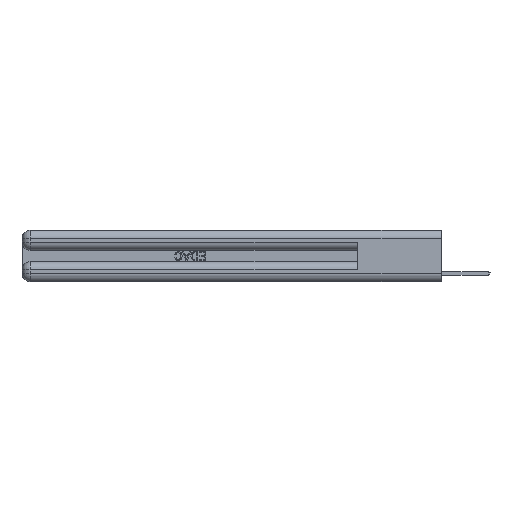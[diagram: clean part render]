
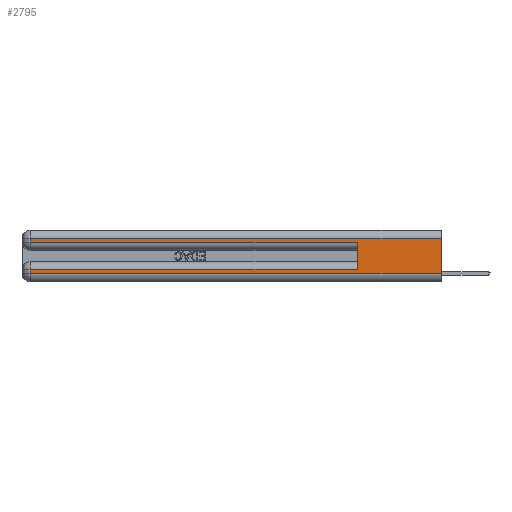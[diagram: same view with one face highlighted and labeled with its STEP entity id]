
A CAD part, left-side view. The second image highlights one B-rep face of the part: STEP entity #2795.
In plain terms, the highlighted planar face has unit normal (-1, 0, 0).
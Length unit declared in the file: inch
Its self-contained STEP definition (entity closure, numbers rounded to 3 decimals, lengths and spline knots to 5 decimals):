
#814 = ORIENTED_EDGE ( 'NONE', *, *, #14839, .T. ) ;
#1570 = LINE ( 'NONE', #25929, #19747 ) ;
#2223 = LINE ( 'NONE', #21775, #31589 ) ;
#2534 = DIRECTION ( 'NONE',  ( 0., -1., 0. ) ) ;
#2676 = DIRECTION ( 'NONE',  ( 1., 0., 0. ) ) ;
#2795 = ADVANCED_FACE ( 'NONE', ( #29448 ), #3148, .F. ) ;
#3148 = PLANE ( 'NONE',  #28124 ) ;
#3368 = ORIENTED_EDGE ( 'NONE', *, *, #26062, .F. ) ;
#3484 = ORIENTED_EDGE ( 'NONE', *, *, #25543, .T. ) ;
#3499 = VERTEX_POINT ( 'NONE', #11650 ) ;
#3912 = VERTEX_POINT ( 'NONE', #7122 ) ;
#3936 = LINE ( 'NONE', #28156, #27061 ) ;
#3964 = CARTESIAN_POINT ( 'NONE',  ( 0., 2.94, 0.285 ) ) ;
#5960 = EDGE_CURVE ( 'NONE', #8713, #14580, #12804, .T. ) ;
#6022 = VERTEX_POINT ( 'NONE', #3964 ) ;
#7122 = CARTESIAN_POINT ( 'NONE',  ( 0., 0.6, 0.085 ) ) ;
#7350 = DIRECTION ( 'NONE',  ( 0., -1., 0. ) ) ;
#7398 = CARTESIAN_POINT ( 'NONE',  ( 0., 2.94, 0.06 ) ) ;
#7466 = LINE ( 'NONE', #7631, #14370 ) ;
#7631 = CARTESIAN_POINT ( 'NONE',  ( 0., 0., 0.31 ) ) ;
#7680 = DIRECTION ( 'NONE',  ( 0., 0., -1. ) ) ;
#8680 = EDGE_CURVE ( 'NONE', #6022, #3499, #9922, .T. ) ;
#8711 = EDGE_CURVE ( 'NONE', #15739, #14580, #2223, .T. ) ;
#8713 = VERTEX_POINT ( 'NONE', #19056 ) ;
#8871 = CARTESIAN_POINT ( 'NONE',  ( 0., 2.94, 0.085 ) ) ;
#9115 = CARTESIAN_POINT ( 'NONE',  ( 0., 0., 0.085 ) ) ;
#9609 = CARTESIAN_POINT ( 'NONE',  ( 0., 0., 0.285 ) ) ;
#9922 = LINE ( 'NONE', #9609, #24333 ) ;
#10983 = VECTOR ( 'NONE', #7680, 39.37008 ) ;
#11650 = CARTESIAN_POINT ( 'NONE',  ( 0., 0.6, 0.285 ) ) ;
#12520 = CARTESIAN_POINT ( 'NONE',  ( 0., 2.94, 0.31 ) ) ;
#12804 = LINE ( 'NONE', #27547, #10983 ) ;
#14233 = EDGE_LOOP ( 'NONE', ( #28784, #31069, #26697, #19592, #3368, #3484, #814, #18147 ) ) ;
#14370 = VECTOR ( 'NONE', #19495, 39.37008 ) ;
#14580 = VERTEX_POINT ( 'NONE', #25947 ) ;
#14839 = EDGE_CURVE ( 'NONE', #29554, #15739, #29443, .T. ) ;
#14852 = DIRECTION ( 'NONE',  ( 0., 0., -1. ) ) ;
#15739 = VERTEX_POINT ( 'NONE', #7398 ) ;
#15757 = VERTEX_POINT ( 'NONE', #12520 ) ;
#17249 = CARTESIAN_POINT ( 'NONE',  ( 0., 2.94, 0.37 ) ) ;
#18147 = ORIENTED_EDGE ( 'NONE', *, *, #8711, .T. ) ;
#18562 = LINE ( 'NONE', #9115, #28579 ) ;
#18677 = DIRECTION ( 'NONE',  ( 0., 0., 1. ) ) ;
#18883 = DIRECTION ( 'NONE',  ( 0., 1., 0. ) ) ;
#18909 = VECTOR ( 'NONE', #22538, 39.37008 ) ;
#19056 = CARTESIAN_POINT ( 'NONE',  ( 0., 0., 0.31 ) ) ;
#19495 = DIRECTION ( 'NONE',  ( 0., 1., 0. ) ) ;
#19592 = ORIENTED_EDGE ( 'NONE', *, *, #8680, .T. ) ;
#19747 = VECTOR ( 'NONE', #21125, 39.37008 ) ;
#21125 = DIRECTION ( 'NONE',  ( 0., 0., -1. ) ) ;
#21775 = CARTESIAN_POINT ( 'NONE',  ( 0., 0., 0.06 ) ) ;
#22538 = DIRECTION ( 'NONE',  ( 0., 0., -1. ) ) ;
#22969 = EDGE_CURVE ( 'NONE', #15757, #6022, #1570, .T. ) ;
#24333 = VECTOR ( 'NONE', #7350, 39.37008 ) ;
#25543 = EDGE_CURVE ( 'NONE', #3912, #29554, #18562, .T. ) ;
#25929 = CARTESIAN_POINT ( 'NONE',  ( 0., 2.94, 0.37 ) ) ;
#25947 = CARTESIAN_POINT ( 'NONE',  ( 0., 0., 0.06 ) ) ;
#26062 = EDGE_CURVE ( 'NONE', #3912, #3499, #3936, .T. ) ;
#26697 = ORIENTED_EDGE ( 'NONE', *, *, #22969, .T. ) ;
#27061 = VECTOR ( 'NONE', #18677, 39.37008 ) ;
#27547 = CARTESIAN_POINT ( 'NONE',  ( 0., 0., 0.37 ) ) ;
#27725 = EDGE_CURVE ( 'NONE', #8713, #15757, #7466, .T. ) ;
#28124 = AXIS2_PLACEMENT_3D ( 'NONE', #30077, #2676, #14852 ) ;
#28156 = CARTESIAN_POINT ( 'NONE',  ( 0., 0.6, 0.145 ) ) ;
#28579 = VECTOR ( 'NONE', #18883, 39.37008 ) ;
#28784 = ORIENTED_EDGE ( 'NONE', *, *, #5960, .F. ) ;
#29443 = LINE ( 'NONE', #17249, #18909 ) ;
#29448 = FACE_OUTER_BOUND ( 'NONE', #14233, .T. ) ;
#29554 = VERTEX_POINT ( 'NONE', #8871 ) ;
#30077 = CARTESIAN_POINT ( 'NONE',  ( 0., 0., 0.37 ) ) ;
#31069 = ORIENTED_EDGE ( 'NONE', *, *, #27725, .T. ) ;
#31589 = VECTOR ( 'NONE', #2534, 39.37008 ) ;
